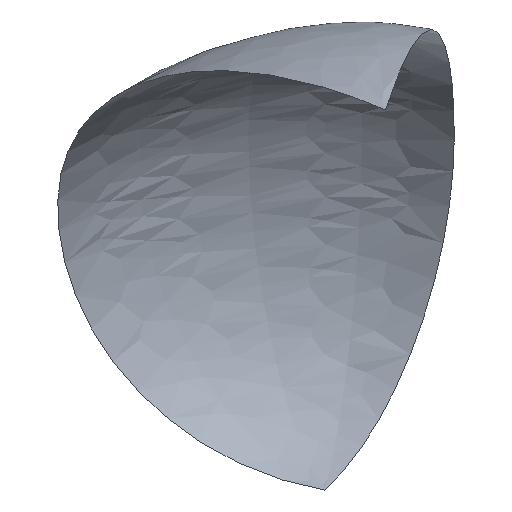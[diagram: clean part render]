
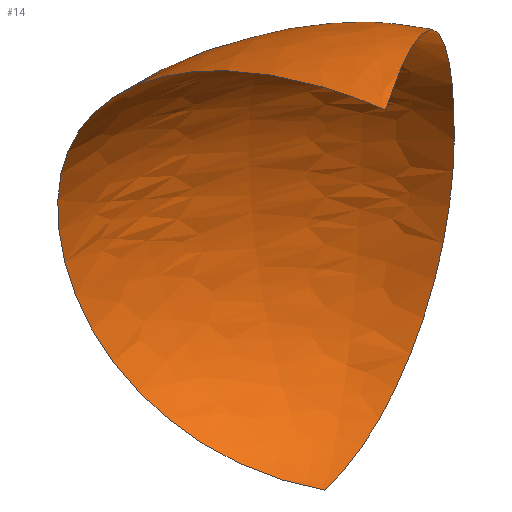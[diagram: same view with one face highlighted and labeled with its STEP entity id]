
A CAD part, isometric view. The second image highlights one B-rep face of the part: STEP entity #14.
In plain terms, the highlighted free-form (B-spline) face has degree [2, 2] with [3, 5] control points.
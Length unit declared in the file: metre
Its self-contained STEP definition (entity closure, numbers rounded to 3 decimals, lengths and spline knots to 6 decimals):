
#14=ADVANCED_FACE('',(#15),#25,.T.);
#15=FACE_OUTER_BOUND('',#16,.T.);
#16=EDGE_LOOP('',(#17,#18));
#17=ORIENTED_EDGE('',*,*,#19,.T.);
#18=ORIENTED_EDGE('',*,*,#20,.T.);
#19=EDGE_CURVE('',#23,#24,#21,.T.);
#20=EDGE_CURVE('',#24,#23,#22,.T.);
#21=(
BOUNDED_CURVE()
B_SPLINE_CURVE(2,(#137,#138,#139,#140,#141),.UNSPECIFIED.,.F.,.F.)
B_SPLINE_CURVE_WITH_KNOTS((3,2,3),(-0.003262,0.,0.003262),
 .UNSPECIFIED.)
CURVE()
GEOMETRIC_REPRESENTATION_ITEM()
RATIONAL_B_SPLINE_CURVE((1.,0.707,1.,0.707,1.))
REPRESENTATION_ITEM('')
);
#22=(
BOUNDED_CURVE()
B_SPLINE_CURVE(2,(#142,#143,#144,#145,#146),.UNSPECIFIED.,.F.,.F.)
B_SPLINE_CURVE_WITH_KNOTS((3,2,3),(-0.003262,0.,0.003262),
 .UNSPECIFIED.)
CURVE()
GEOMETRIC_REPRESENTATION_ITEM()
RATIONAL_B_SPLINE_CURVE((1.,0.707,1.,0.707,1.))
REPRESENTATION_ITEM('')
);
#23=VERTEX_POINT('',#135);
#24=VERTEX_POINT('',#136);
#25=(
BOUNDED_SURFACE()
B_SPLINE_SURFACE(2,2,((#120,#121,#122,#123,#124),(#125,#126,#127,#128,#129),
(#130,#131,#132,#133,#134)),.UNSPECIFIED.,.F.,.F.,.F.)
B_SPLINE_SURFACE_WITH_KNOTS((3,3),(3,2,3),(0.,1.),(-0.003262,
0.,0.003262),.UNSPECIFIED.)
GEOMETRIC_REPRESENTATION_ITEM()
RATIONAL_B_SPLINE_SURFACE(((1.,0.707,1.,0.707,1.),
(0.707,0.5,0.707,0.5,0.707),(1.,0.707,
1.,0.707,1.)))
REPRESENTATION_ITEM('')
SURFACE()
);
#120=CARTESIAN_POINT('',(-0.000015,-0.000416,-0.001755));
#121=CARTESIAN_POINT('',(0.001625,-0.000078,-0.001755));
#122=CARTESIAN_POINT('',(0.001625,-0.000078,0.000322));
#123=CARTESIAN_POINT('',(0.001625,-0.000078,0.002398));
#124=CARTESIAN_POINT('',(-0.000564,-0.001579,0.002398));
#125=CARTESIAN_POINT('',(-0.000015,-0.000416,-0.001755));
#126=CARTESIAN_POINT('',(0.000994,0.00146,-0.001755));
#127=CARTESIAN_POINT('',(0.000994,0.00146,0.000322));
#128=CARTESIAN_POINT('',(0.000994,0.00146,0.002398));
#129=CARTESIAN_POINT('',(-0.000564,-0.001579,0.002398));
#130=CARTESIAN_POINT('',(-0.000015,-0.000416,-0.001755));
#131=CARTESIAN_POINT('',(-0.000966,0.001304,-0.001755));
#132=CARTESIAN_POINT('',(-0.000966,0.001304,0.000322));
#133=CARTESIAN_POINT('',(-0.000966,0.001304,0.002398));
#134=CARTESIAN_POINT('',(-0.000564,-0.001579,0.002398));
#135=CARTESIAN_POINT('',(-0.000015,-0.000416,-0.001755));
#136=CARTESIAN_POINT('',(-0.000564,-0.001579,0.002398));
#137=CARTESIAN_POINT('',(-0.000015,-0.000416,-0.001755));
#138=CARTESIAN_POINT('',(-0.000966,0.001304,-0.001755));
#139=CARTESIAN_POINT('',(-0.000966,0.001304,0.000322));
#140=CARTESIAN_POINT('',(-0.000966,0.001304,0.002398));
#141=CARTESIAN_POINT('',(-0.000564,-0.001579,0.002398));
#142=CARTESIAN_POINT('',(-0.000564,-0.001579,0.002398));
#143=CARTESIAN_POINT('',(0.001625,-0.000078,0.002398));
#144=CARTESIAN_POINT('',(0.001625,-0.000078,0.000322));
#145=CARTESIAN_POINT('',(0.001625,-0.000078,-0.001755));
#146=CARTESIAN_POINT('',(-0.000015,-0.000416,-0.001755));
